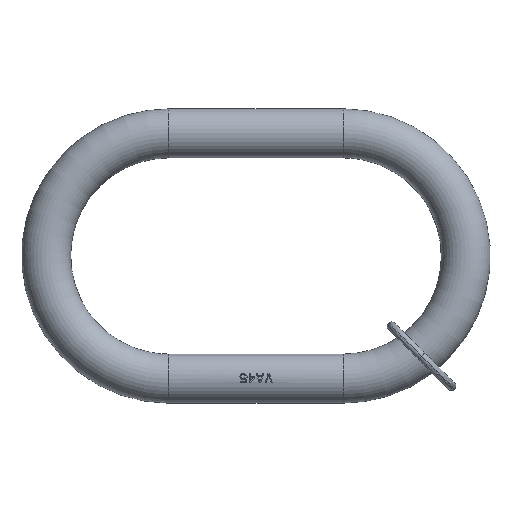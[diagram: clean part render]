
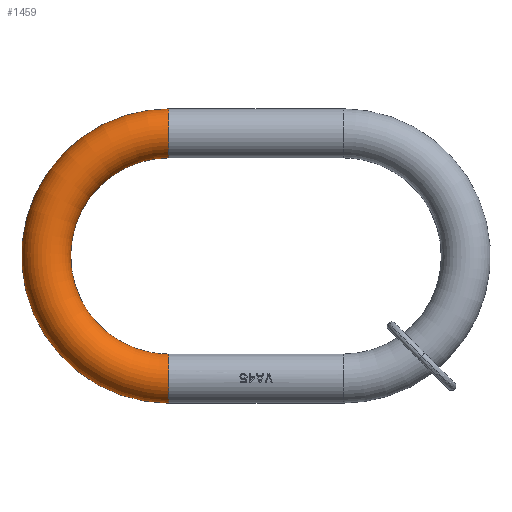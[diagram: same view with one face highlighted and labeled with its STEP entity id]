
A CAD part, top view. The second image highlights one B-rep face of the part: STEP entity #1459.
In plain terms, the highlighted toroidal (fillet/blend) face has major radius 112.5 mm and minor radius 22.5 mm.
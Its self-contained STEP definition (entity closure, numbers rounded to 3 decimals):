
#5=CARTESIAN_POINT('',(-140.,-112.5,0.));
#6=DIRECTION('',(-1.,0.,0.));
#7=DIRECTION('',(0.,-1.,0.));
#8=AXIS2_PLACEMENT_3D('',#5,#6,#7);
#336=CARTESIAN_POINT('',(-140.,90.,0.));
#337=CARTESIAN_POINT('',(-144.712,90.,0.));
#338=CARTESIAN_POINT('',(-154.137,89.258,
0.));
#339=CARTESIAN_POINT('',(-167.926,85.948,
0.));
#340=CARTESIAN_POINT('',(-181.028,80.521,
0.));
#341=CARTESIAN_POINT('',(-193.119,73.112,
0.));
#342=CARTESIAN_POINT('',(-203.902,63.902,
0.));
#343=CARTESIAN_POINT('',(-213.112,53.119,
0.));
#344=CARTESIAN_POINT('',(-220.521,41.028,
0.));
#345=CARTESIAN_POINT('',(-225.948,27.926,
0.));
#346=CARTESIAN_POINT('',(-229.258,14.137,
0.));
#347=CARTESIAN_POINT('',(-230.371,0.,
0.));
#348=CARTESIAN_POINT('',(-229.258,-14.137,
0.));
#349=CARTESIAN_POINT('',(-225.948,-27.926,
0.));
#350=CARTESIAN_POINT('',(-220.521,-41.028,
0.));
#351=CARTESIAN_POINT('',(-213.112,-53.119,
0.));
#352=CARTESIAN_POINT('',(-203.902,-63.902,
0.));
#353=CARTESIAN_POINT('',(-193.119,-73.112,
0.));
#354=CARTESIAN_POINT('',(-181.028,-80.521,
0.));
#355=CARTESIAN_POINT('',(-167.926,-85.948,
0.));
#356=CARTESIAN_POINT('',(-154.137,-89.258,
0.));
#357=CARTESIAN_POINT('',(-144.712,-90.,0.));
#358=CARTESIAN_POINT('',(-140.,-90.,0.));
#360=CARTESIAN_POINT('',(-140.,-135.,0.));
#361=CARTESIAN_POINT('',(-146.426,-135.,0.));
#362=CARTESIAN_POINT('',(-159.278,-134.081,
0.));
#363=CARTESIAN_POINT('',(-178.163,-129.973,
0.));
#364=CARTESIAN_POINT('',(-196.272,-123.218,
0.));
#365=CARTESIAN_POINT('',(-213.235,-113.956,
0.));
#366=CARTESIAN_POINT('',(-228.707,-102.374,0.));
#367=CARTESIAN_POINT('',(-242.374,-88.707,0.));
#368=CARTESIAN_POINT('',(-253.956,-73.235,0.));
#369=CARTESIAN_POINT('',(-263.218,-56.272,0.));
#370=CARTESIAN_POINT('',(-269.973,-38.163,0.));
#371=CARTESIAN_POINT('',(-274.081,-19.278,0.));
#372=CARTESIAN_POINT('',(-275.46,0.,0.));
#373=CARTESIAN_POINT('',(-274.081,19.278,0.));
#374=CARTESIAN_POINT('',(-269.973,38.163,0.));
#375=CARTESIAN_POINT('',(-263.218,56.272,0.));
#376=CARTESIAN_POINT('',(-253.956,73.235,0.));
#377=CARTESIAN_POINT('',(-242.374,88.707,0.));
#378=CARTESIAN_POINT('',(-228.707,102.374,0.));
#379=CARTESIAN_POINT('',(-213.235,113.956,
0.));
#380=CARTESIAN_POINT('',(-196.272,123.218,
0.));
#381=CARTESIAN_POINT('',(-178.163,129.973,
0.));
#382=CARTESIAN_POINT('',(-159.278,134.081,
0.));
#383=CARTESIAN_POINT('',(-146.426,135.,0.));
#384=CARTESIAN_POINT('',(-140.,135.,0.));
#395=CARTESIAN_POINT('',(-140.,112.5,0.));
#396=DIRECTION('',(-1.,0.,0.));
#397=DIRECTION('',(0.,-1.,0.));
#398=AXIS2_PLACEMENT_3D('',#395,#396,#397);
#1040=CARTESIAN_POINT('',(-140.,90.,0.));
#1042=VERTEX_POINT('',#1040);
#1043=CARTESIAN_POINT('',(-140.,135.,0.));
#1045=VERTEX_POINT('',#1043);
#1115=VERTEX_POINT('',#358);
#1116=VERTEX_POINT('',#360);
#1445=CARTESIAN_POINT('',(-140.,0.,0.));
#1446=DIRECTION('',(0.,0.,1.));
#1447=DIRECTION('',(0.,-1.,0.));
#1448=AXIS2_PLACEMENT_3D('',#1445,#1446,#1447);
#1449=TOROIDAL_SURFACE('',#1448,112.5,22.5);
#1451=ORIENTED_EDGE('',*,*,#1450,.F.);
#1453=ORIENTED_EDGE('',*,*,#1452,.T.);
#1454=ORIENTED_EDGE('',*,*,#1295,.F.);
#1456=ORIENTED_EDGE('',*,*,#1455,.T.);
#1457=EDGE_LOOP('',(#1451,#1453,#1454,#1456));
#1458=FACE_OUTER_BOUND('',#1457,.F.);
#1459=ADVANCED_FACE('',(#1458),#1449,.T.);
#9=CIRCLE('',#8,22.5);
#359=B_SPLINE_CURVE_WITH_KNOTS('',3,(#336,#337,#338,#339,#340,#341,#342,#343,
#344,#345,#346,#347,#348,#349,#350,#351,#352,#353,#354,#355,#356,#357,#358),
.UNSPECIFIED.,.F.,.F.,(4,1,1,1,1,1,1,1,1,1,1,1,1,1,1,1,1,1,1,1,4),(0.,0.05,
0.1,0.15,0.2,0.25,0.3,0.35,0.4,0.45,0.5,0.55,0.6,0.65,
0.7,0.75,0.8,0.85,0.9,0.95,1.),.UNSPECIFIED.);
#385=B_SPLINE_CURVE_WITH_KNOTS('',3,(#360,#361,#362,#363,#364,#365,#366,#367,
#368,#369,#370,#371,#372,#373,#374,#375,#376,#377,#378,#379,#380,#381,#382,#383,
#384),.UNSPECIFIED.,.F.,.F.,(4,1,1,1,1,1,1,1,1,1,1,1,1,1,1,1,1,1,1,1,1,1,4),(
0.,0.045,0.091,0.136,0.182,
0.227,0.273,0.318,0.364,
0.409,0.455,0.5,0.545,0.591,
0.636,0.682,0.727,0.773,
0.818,0.864,0.909,0.955,1.),
.UNSPECIFIED.);
#399=CIRCLE('',#398,22.5);
#1295=EDGE_CURVE('',#1116,#1115,#9,.T.);
#1450=EDGE_CURVE('',#1042,#1045,#399,.T.);
#1452=EDGE_CURVE('',#1042,#1115,#359,.T.);
#1455=EDGE_CURVE('',#1116,#1045,#385,.T.);
